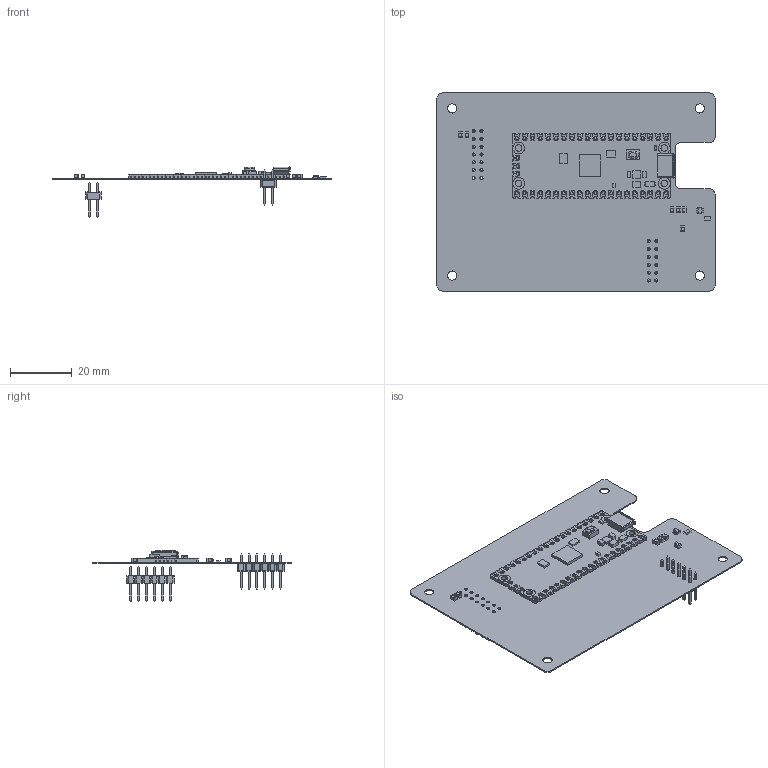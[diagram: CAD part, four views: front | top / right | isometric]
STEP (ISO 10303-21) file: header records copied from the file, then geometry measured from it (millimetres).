
FILE_DESCRIPTION(('Open CASCADE Model'),'2;1');
FILE_NAME('Open CASCADE Shape Model','2023-03-13T19:55:24',('Author'),( 'Open CASCADE'),'Open CASCADE STEP processor 6.8','Open CASCADE 6.8' ,'Unknown');
FILE_SCHEMA(('AUTOMOTIVE_DESIGN { 1 0 10303 214 1 1 1 1 }'));
Products named in the file (1): PCB
Bounding box: 90 x 64 x 16.45 mm (x, y, z)
Volume: 3823.1 mm3; surface area: 15474 mm2
Topology: 85 solids, 372 shells, 1793 faces, 5164 edges, 3790 vertices
Faces by surface type: plane 1218, cylinder 525, sphere 48, torus 2
Full cylindrical faces by diameter (mm): 1 x26, 3 x4
Entity records: 61466 total; most frequent: CARTESIAN_POINT 10988, DIRECTION 9958, ORIENTED_EDGE 8940, EDGE_CURVE 5116, VERTEX_POINT 3790, LINE 3670, VECTOR 3670, AXIS2_PLACEMENT_3D 3144
